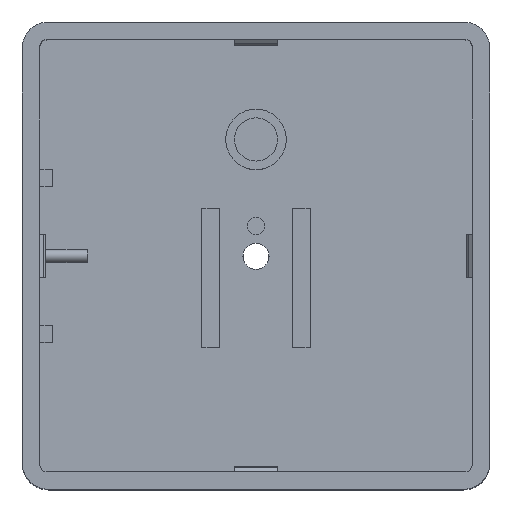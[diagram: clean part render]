
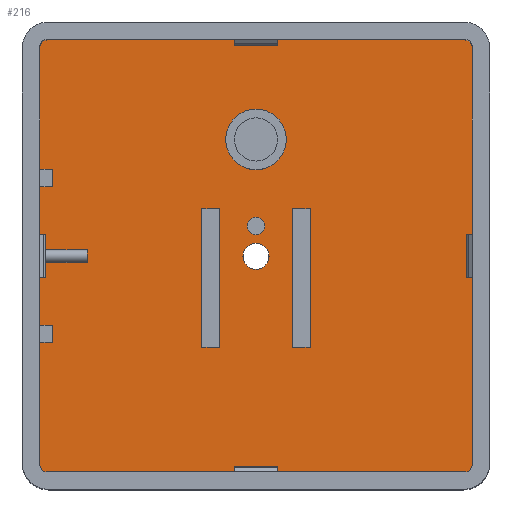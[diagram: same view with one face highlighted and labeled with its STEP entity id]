
A CAD part, top view. The second image highlights one B-rep face of the part: STEP entity #216.
In plain terms, the highlighted planar face has unit normal (0, 0, 1).
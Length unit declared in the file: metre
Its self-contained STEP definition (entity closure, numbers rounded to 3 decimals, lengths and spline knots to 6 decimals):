
#216=ADVANCED_FACE('0:24491',(#507,#508,#509,#510,#511,#512),#513,.F.);
#507=FACE_OUTER_BOUND('',#878,.T.);
#508=FACE_BOUND('',#879,.T.);
#509=FACE_BOUND('',#880,.T.);
#510=FACE_BOUND('',#881,.T.);
#511=FACE_BOUND('',#882,.T.);
#512=FACE_BOUND('',#883,.T.);
#513=PLANE('',#884);
#878=EDGE_LOOP('',(#1468,#1469,#1470,#1471,#1472,#1473,#1474,#1475,#1476,#1477,#1478,#1479));
#879=EDGE_LOOP('',(#1480,#1481,#1482,#1483));
#880=EDGE_LOOP('',(#1484,#1485,#1486,#1487));
#881=EDGE_LOOP('',(#1488,#1489));
#882=EDGE_LOOP('',(#1490,#1491));
#883=EDGE_LOOP('',(#1492,#1493));
#884=AXIS2_PLACEMENT_3D('',#1494,#1495,#1496);
#1468=ORIENTED_EDGE('',*,*,#2294,.T.);
#1469=ORIENTED_EDGE('',*,*,#2388,.T.);
#1470=ORIENTED_EDGE('',*,*,#2389,.T.);
#1471=ORIENTED_EDGE('',*,*,#2390,.T.);
#1472=ORIENTED_EDGE('',*,*,#2244,.T.);
#1473=ORIENTED_EDGE('',*,*,#2386,.T.);
#1474=ORIENTED_EDGE('',*,*,#2360,.T.);
#1475=ORIENTED_EDGE('',*,*,#2391,.T.);
#1476=ORIENTED_EDGE('',*,*,#2392,.T.);
#1477=ORIENTED_EDGE('',*,*,#2393,.T.);
#1478=ORIENTED_EDGE('',*,*,#2394,.T.);
#1479=ORIENTED_EDGE('',*,*,#2285,.T.);
#1480=ORIENTED_EDGE('',*,*,#2395,.T.);
#1481=ORIENTED_EDGE('',*,*,#2396,.T.);
#1482=ORIENTED_EDGE('',*,*,#2397,.T.);
#1483=ORIENTED_EDGE('',*,*,#2398,.T.);
#1484=ORIENTED_EDGE('',*,*,#2399,.T.);
#1485=ORIENTED_EDGE('',*,*,#2400,.T.);
#1486=ORIENTED_EDGE('',*,*,#2401,.T.);
#1487=ORIENTED_EDGE('',*,*,#2402,.T.);
#1488=ORIENTED_EDGE('',*,*,#2403,.T.);
#1489=ORIENTED_EDGE('',*,*,#2197,.T.);
#1490=ORIENTED_EDGE('',*,*,#2237,.T.);
#1491=ORIENTED_EDGE('',*,*,#2404,.T.);
#1492=ORIENTED_EDGE('',*,*,#2405,.T.);
#1493=ORIENTED_EDGE('',*,*,#2374,.T.);
#1494=CARTESIAN_POINT('',(0.055984,-0.004094,0.002));
#1495=DIRECTION('',(0.0,0.,-1.0));
#1496=DIRECTION('',(0.0,-1.0,0.));
#2197=EDGE_CURVE('',#2615,#2619,#2621,.F.);
#2237=EDGE_CURVE('',#2695,#2692,#2696,.F.);
#2244=EDGE_CURVE('',#2706,#2703,#2707,.T.);
#2285=EDGE_CURVE('',#2770,#2775,#2777,.T.);
#2294=EDGE_CURVE('',#2775,#2790,#2792,.F.);
#2360=EDGE_CURVE('',#2895,#2896,#2897,.F.);
#2374=EDGE_CURVE('',#2912,#2917,#2919,.F.);
#2386=EDGE_CURVE('',#2703,#2895,#2937,.T.);
#2388=EDGE_CURVE('',#2790,#2939,#2940,.T.);
#2389=EDGE_CURVE('',#2939,#2941,#2942,.T.);
#2390=EDGE_CURVE('',#2941,#2706,#2943,.F.);
#2391=EDGE_CURVE('',#2896,#2944,#2945,.T.);
#2392=EDGE_CURVE('',#2944,#2946,#2947,.T.);
#2393=EDGE_CURVE('',#2946,#2948,#2949,.F.);
#2394=EDGE_CURVE('',#2948,#2770,#2950,.T.);
#2395=EDGE_CURVE('',#2951,#2952,#2953,.T.);
#2396=EDGE_CURVE('',#2952,#2954,#2955,.T.);
#2397=EDGE_CURVE('',#2954,#2956,#2957,.T.);
#2398=EDGE_CURVE('',#2956,#2951,#2958,.T.);
#2399=EDGE_CURVE('',#2959,#2960,#2961,.T.);
#2400=EDGE_CURVE('',#2960,#2962,#2963,.T.);
#2401=EDGE_CURVE('',#2962,#2964,#2965,.T.);
#2402=EDGE_CURVE('',#2964,#2959,#2966,.T.);
#2403=EDGE_CURVE('',#2619,#2615,#2967,.F.);
#2404=EDGE_CURVE('',#2692,#2695,#2968,.F.);
#2405=EDGE_CURVE('',#2917,#2912,#2969,.F.);
#2615=VERTEX_POINT('',#3233);
#2619=VERTEX_POINT('',#3238);
#2621=CIRCLE('',#3241,0.0015);
#2692=VERTEX_POINT('',#3332);
#2695=VERTEX_POINT('',#3336);
#2696=CIRCLE('',#3337,0.0035);
#2703=VERTEX_POINT('',#3345);
#2706=VERTEX_POINT('',#3349);
#2707=CIRCLE('',#3350,0.00088);
#2770=VERTEX_POINT('',#3433);
#2775=VERTEX_POINT('',#3439);
#2777=CIRCLE('',#3442,0.00088);
#2790=VERTEX_POINT('',#3460);
#2792=LINE('',#3463,#3464);
#2895=VERTEX_POINT('',#3600);
#2896=VERTEX_POINT('',#3601);
#2897=LINE('',#3602,#3603);
#2912=VERTEX_POINT('',#3624);
#2917=VERTEX_POINT('',#3630);
#2919=CIRCLE('',#3633,0.001);
#2937=CIRCLE('',#3656,0.00088);
#2939=VERTEX_POINT('',#3658);
#2940=CIRCLE('',#3659,0.00088);
#2941=VERTEX_POINT('',#3660);
#2942=CIRCLE('',#3661,0.00088);
#2943=LINE('',#3662,#3663);
#2944=VERTEX_POINT('',#3664);
#2945=CIRCLE('',#3665,0.00088);
#2946=VERTEX_POINT('',#3666);
#2947=CIRCLE('',#3667,0.00088);
#2948=VERTEX_POINT('',#3668);
#2949=LINE('',#3669,#3670);
#2950=CIRCLE('',#3671,0.00088);
#2951=VERTEX_POINT('',#3672);
#2952=VERTEX_POINT('',#3673);
#2953=LINE('',#3674,#3675);
#2954=VERTEX_POINT('',#3676);
#2955=LINE('',#3677,#3678);
#2956=VERTEX_POINT('',#3679);
#2957=LINE('',#3680,#3681);
#2958=LINE('',#3682,#3683);
#2959=VERTEX_POINT('',#3684);
#2960=VERTEX_POINT('',#3685);
#2961=LINE('',#3686,#3687);
#2962=VERTEX_POINT('',#3688);
#2963=LINE('',#3689,#3690);
#2964=VERTEX_POINT('',#3691);
#2965=LINE('',#3692,#3693);
#2966=LINE('',#3694,#3695);
#2967=CIRCLE('',#3696,0.0015);
#2968=CIRCLE('',#3697,0.0035);
#2969=CIRCLE('',#3698,0.001);
#3233=CARTESIAN_POINT('',(0.0585,0.,0.002));
#3238=CARTESIAN_POINT('',(0.0615,0.,0.002));
#3241=AXIS2_PLACEMENT_3D('',#4045,#4046,#4047);
#3332=CARTESIAN_POINT('',(0.0565,0.0135,0.002));
#3336=CARTESIAN_POINT('',(0.0635,0.0135,0.002));
#3337=AXIS2_PLACEMENT_3D('',#4108,#4109,#4110);
#3345=CARTESIAN_POINT('',(0.035258,-0.024742,0.002));
#3349=CARTESIAN_POINT('',(0.035,-0.02412,0.002));
#3350=AXIS2_PLACEMENT_3D('',#4119,#4120,#4121);
#3433=CARTESIAN_POINT('',(0.084742,0.024742,0.002));
#3439=CARTESIAN_POINT('',(0.08412,0.025,0.002));
#3442=AXIS2_PLACEMENT_3D('',#4171,#4172,#4173);
#3460=CARTESIAN_POINT('',(0.03588,0.025,0.002));
#3463=CARTESIAN_POINT('',(0.057992,0.025,0.002));
#3464=VECTOR('',#4180,0.001);
#3600=CARTESIAN_POINT('',(0.03588,-0.025,0.002));
#3601=CARTESIAN_POINT('',(0.08412,-0.025,0.002));
#3602=CARTESIAN_POINT('',(0.057992,-0.025,0.002));
#3603=VECTOR('',#4271,0.001);
#3624=CARTESIAN_POINT('',(0.061,0.0035,0.002));
#3630=CARTESIAN_POINT('',(0.059,0.0035,0.002));
#3633=AXIS2_PLACEMENT_3D('',#4289,#4290,#4291);
#3656=AXIS2_PLACEMENT_3D('',#4306,#4307,#4308);
#3658=CARTESIAN_POINT('',(0.035258,0.024742,0.002));
#3659=AXIS2_PLACEMENT_3D('',#4309,#4310,#4311);
#3660=CARTESIAN_POINT('',(0.035,0.02412,0.002));
#3661=AXIS2_PLACEMENT_3D('',#4312,#4313,#4314);
#3662=CARTESIAN_POINT('',(0.035,-0.002047,0.002));
#3663=VECTOR('',#4315,0.001);
#3664=CARTESIAN_POINT('',(0.084742,-0.024742,0.002));
#3665=AXIS2_PLACEMENT_3D('',#4316,#4317,#4318);
#3666=CARTESIAN_POINT('',(0.085,-0.02412,0.002));
#3667=AXIS2_PLACEMENT_3D('',#4319,#4320,#4321);
#3668=CARTESIAN_POINT('',(0.085,0.02412,0.002));
#3669=CARTESIAN_POINT('',(0.085,-0.002047,0.002));
#3670=VECTOR('',#4322,0.001);
#3671=AXIS2_PLACEMENT_3D('',#4323,#4324,#4325);
#3672=CARTESIAN_POINT('',(0.06625,-0.0105,0.002));
#3673=CARTESIAN_POINT('',(0.06425,-0.0105,0.002));
#3674=CARTESIAN_POINT('',(0.057992,-0.0105,0.002));
#3675=VECTOR('',#4326,0.001);
#3676=CARTESIAN_POINT('',(0.06425,0.0055,0.002));
#3677=CARTESIAN_POINT('',(0.06425,-0.002797,0.002));
#3678=VECTOR('',#4327,0.001);
#3679=CARTESIAN_POINT('',(0.06625,0.0055,0.002));
#3680=CARTESIAN_POINT('',(0.060117,0.0055,0.002));
#3681=VECTOR('',#4328,0.001);
#3682=CARTESIAN_POINT('',(0.06625,-0.002797,0.002));
#3683=VECTOR('',#4329,0.001);
#3684=CARTESIAN_POINT('',(0.05375,0.0055,0.002));
#3685=CARTESIAN_POINT('',(0.05575,0.0055,0.002));
#3686=CARTESIAN_POINT('',(0.055867,0.0055,0.002));
#3687=VECTOR('',#4330,0.001);
#3688=CARTESIAN_POINT('',(0.05575,-0.0105,0.002));
#3689=CARTESIAN_POINT('',(0.05575,-0.002797,0.002));
#3690=VECTOR('',#4331,0.001);
#3691=CARTESIAN_POINT('',(0.05375,-0.0105,0.002));
#3692=CARTESIAN_POINT('',(0.057992,-0.0105,0.002));
#3693=VECTOR('',#4332,0.001);
#3694=CARTESIAN_POINT('',(0.05375,-0.002797,0.002));
#3695=VECTOR('',#4333,0.001);
#3696=AXIS2_PLACEMENT_3D('',#4334,#4335,#4336);
#3697=AXIS2_PLACEMENT_3D('',#4337,#4338,#4339);
#3698=AXIS2_PLACEMENT_3D('',#4340,#4341,#4342);
#4045=CARTESIAN_POINT('',(0.06,0.,0.002));
#4046=DIRECTION('',(-0.0,0.,1.0));
#4047=DIRECTION('',(1.0,0.0,0.0));
#4108=CARTESIAN_POINT('',(0.06,0.0135,0.002));
#4109=DIRECTION('',(0.0,0.,1.0));
#4110=DIRECTION('',(-1.0,0.0,0.0));
#4119=CARTESIAN_POINT('',(0.03588,-0.02412,0.002));
#4120=DIRECTION('',(0.,0.,1.0));
#4121=DIRECTION('',(-0.707,-0.707,0.));
#4171=CARTESIAN_POINT('',(0.08412,0.02412,0.002));
#4172=DIRECTION('',(0.,0.,1.0));
#4173=DIRECTION('',(0.707,0.707,0.));
#4180=DIRECTION('',(1.0,0.0,0.0));
#4271=DIRECTION('',(-1.0,0.0,0.0));
#4289=CARTESIAN_POINT('',(0.06,0.0035,0.002));
#4290=DIRECTION('',(-0.0,0.,1.0));
#4291=DIRECTION('',(1.0,0.0,0.0));
#4306=CARTESIAN_POINT('',(0.03588,-0.02412,0.002));
#4307=DIRECTION('',(0.,0.,1.0));
#4308=DIRECTION('',(-0.707,-0.707,0.));
#4309=CARTESIAN_POINT('',(0.03588,0.02412,0.002));
#4310=DIRECTION('',(0.,0.,1.0));
#4311=DIRECTION('',(-0.707,0.707,0.));
#4312=CARTESIAN_POINT('',(0.03588,0.02412,0.002));
#4313=DIRECTION('',(0.,0.,1.0));
#4314=DIRECTION('',(-0.707,0.707,0.));
#4315=DIRECTION('',(0.0,1.0,0.));
#4316=CARTESIAN_POINT('',(0.08412,-0.02412,0.002));
#4317=DIRECTION('',(0.,0.,1.0));
#4318=DIRECTION('',(0.707,-0.707,0.));
#4319=CARTESIAN_POINT('',(0.08412,-0.02412,0.002));
#4320=DIRECTION('',(0.,0.,1.0));
#4321=DIRECTION('',(0.707,-0.707,0.));
#4322=DIRECTION('',(0.0,-1.0,0.));
#4323=CARTESIAN_POINT('',(0.08412,0.02412,0.002));
#4324=DIRECTION('',(0.,0.,1.0));
#4325=DIRECTION('',(0.707,0.707,0.));
#4326=DIRECTION('',(-1.0,-0.0,0.0));
#4327=DIRECTION('',(0.0,1.0,0.));
#4328=DIRECTION('',(1.0,0.0,0.0));
#4329=DIRECTION('',(0.0,-1.0,0.));
#4330=DIRECTION('',(1.0,0.0,0.0));
#4331=DIRECTION('',(0.0,-1.0,0.));
#4332=DIRECTION('',(-1.0,-0.0,0.0));
#4333=DIRECTION('',(0.0,1.0,0.));
#4334=CARTESIAN_POINT('',(0.06,0.,0.002));
#4335=DIRECTION('',(-0.0,0.,1.0));
#4336=DIRECTION('',(1.0,0.0,0.0));
#4337=CARTESIAN_POINT('',(0.06,0.0135,0.002));
#4338=DIRECTION('',(0.0,0.,1.0));
#4339=DIRECTION('',(-1.0,0.0,0.0));
#4340=CARTESIAN_POINT('',(0.06,0.0035,0.002));
#4341=DIRECTION('',(-0.0,0.,1.0));
#4342=DIRECTION('',(1.0,0.0,0.0));
